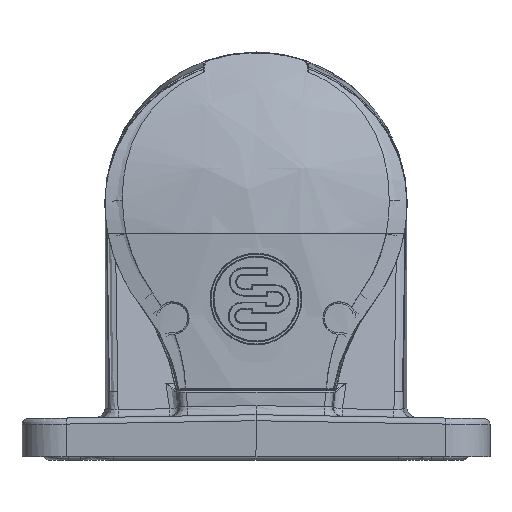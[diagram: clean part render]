
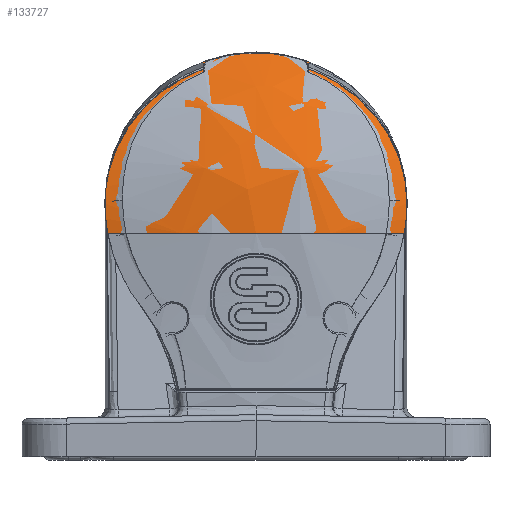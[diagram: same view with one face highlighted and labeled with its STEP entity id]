
A CAD part, front view. The second image highlights one B-rep face of the part: STEP entity #133727.
In plain terms, the highlighted free-form (B-spline) face has degree [3, 3] with [4, 4] control points.
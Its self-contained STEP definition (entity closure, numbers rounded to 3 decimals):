
#133487=CARTESIAN_POINT('',(10.,-106.,0.));
#133488=DIRECTION('',(1.,0.,0.));
#133489=DIRECTION('',(0.,0.969,-0.245));
#133490=AXIS2_PLACEMENT_3D('',#133487,#133488,#133489);
#133567=CARTESIAN_POINT('',(10.,87.885,-49.078));
#133568=CARTESIAN_POINT('',(8.908,87.833,
-49.281));
#133569=CARTESIAN_POINT('',(6.712,87.7,
-49.621));
#133570=CARTESIAN_POINT('',(3.369,87.405,
-49.93));
#133571=CARTESIAN_POINT('',(1.126,87.142,
-49.999));
#133572=CARTESIAN_POINT('',(0.,86.994,-50.));
#133577=CARTESIAN_POINT('',(0.,86.994,-50.));
#133578=CARTESIAN_POINT('',(-1.982,86.733,
-50.001));
#133579=CARTESIAN_POINT('',(-5.945,86.124,
-49.736));
#133580=CARTESIAN_POINT('',(-11.953,84.922,
-48.503));
#133581=CARTESIAN_POINT('',(-17.873,83.447,
-46.413));
#133582=CARTESIAN_POINT('',(-23.639,81.718,
-43.435));
#133583=CARTESIAN_POINT('',(-29.109,79.789,
-39.563));
#133584=CARTESIAN_POINT('',(-34.078,77.771,
-34.888));
#133585=CARTESIAN_POINT('',(-38.407,75.789,
-29.517));
#133586=CARTESIAN_POINT('',(-41.951,73.996,
-23.624));
#133587=CARTESIAN_POINT('',(-43.712,73.033,
-19.571));
#133588=CARTESIAN_POINT('',(-44.461,72.614,-17.5));
#133593=CARTESIAN_POINT('',(10.,11.,-17.5));
#133594=DIRECTION('',(0.,0.,1.));
#133595=DIRECTION('',(-0.662,0.749,0.));
#133596=AXIS2_PLACEMENT_3D('',#133593,#133594,#133595);
#133601=CARTESIAN_POINT('',(-46.837,70.429,-17.5));
#133602=CARTESIAN_POINT('',(-47.582,69.958,
-15.506));
#133603=CARTESIAN_POINT('',(-48.776,69.179,
-11.537));
#133604=CARTESIAN_POINT('',(-49.786,68.497,
-5.7));
#133605=CARTESIAN_POINT('',(-50.107,68.276,
0.003));
#133606=CARTESIAN_POINT('',(-49.786,68.497,
5.704));
#133607=CARTESIAN_POINT('',(-48.776,69.18,
11.539));
#133608=CARTESIAN_POINT('',(-47.582,69.959,
15.507));
#133609=CARTESIAN_POINT('',(-46.837,70.429,17.5));
#133614=CARTESIAN_POINT('',(10.,11.,17.5));
#133615=DIRECTION('',(0.,0.,-1.));
#133616=DIRECTION('',(-0.691,0.723,0.));
#133617=AXIS2_PLACEMENT_3D('',#133614,#133615,#133616);
#133622=CARTESIAN_POINT('',(-44.461,72.614,17.5));
#133623=CARTESIAN_POINT('',(-43.712,73.033,
19.571));
#133624=CARTESIAN_POINT('',(-41.951,73.996,
23.624));
#133625=CARTESIAN_POINT('',(-38.408,75.789,
29.515));
#133626=CARTESIAN_POINT('',(-34.076,77.772,
34.89));
#133627=CARTESIAN_POINT('',(-29.102,79.791,
39.568));
#133628=CARTESIAN_POINT('',(-23.636,81.719,
43.436));
#133629=CARTESIAN_POINT('',(-17.873,83.447,
46.414));
#133630=CARTESIAN_POINT('',(-11.952,84.922,
48.503));
#133631=CARTESIAN_POINT('',(-5.945,86.124,
49.736));
#133632=CARTESIAN_POINT('',(-1.982,86.733,
50.001));
#133633=CARTESIAN_POINT('',(0.,86.994,50.));
#133638=CARTESIAN_POINT('',(0.,86.994,50.));
#133639=CARTESIAN_POINT('',(1.126,87.142,
49.999));
#133640=CARTESIAN_POINT('',(3.369,87.405,
49.93));
#133641=CARTESIAN_POINT('',(6.712,87.7,
49.621));
#133642=CARTESIAN_POINT('',(8.908,87.833,
49.281));
#133643=CARTESIAN_POINT('',(10.,87.885,49.078));
#133654=VERTEX_POINT('',#133622);
#133655=VERTEX_POINT('',#133633);
#133656=VERTEX_POINT('',#133577);
#133657=VERTEX_POINT('',#133588);
#133658=CARTESIAN_POINT('',(-46.837,70.429,17.5));
#133659=VERTEX_POINT('',#133658);
#133660=CARTESIAN_POINT('',(-46.837,70.429,-17.5));
#133661=VERTEX_POINT('',#133660);
#133662=CARTESIAN_POINT('',(10.,87.885,-49.078));
#133663=CARTESIAN_POINT('',(10.,87.885,49.078));
#133664=VERTEX_POINT('',#133662);
#133665=VERTEX_POINT('',#133663);
#133693=CARTESIAN_POINT('',(11.23,87.124,
-51.955));
#133694=CARTESIAN_POINT('',(11.379,96.331,
-17.724));
#133695=CARTESIAN_POINT('',(11.379,96.331,
17.724));
#133696=CARTESIAN_POINT('',(11.23,87.124,
51.955));
#133697=CARTESIAN_POINT('',(-10.744,87.479,
-51.955));
#133698=CARTESIAN_POINT('',(-13.253,96.729,
-17.724));
#133699=CARTESIAN_POINT('',(-13.253,96.729,
17.724));
#133700=CARTESIAN_POINT('',(-10.744,87.479,
51.955));
#133701=CARTESIAN_POINT('',(-30.953,78.84,
-51.955));
#133702=CARTESIAN_POINT('',(-35.906,87.045,
-17.724));
#133703=CARTESIAN_POINT('',(-35.906,87.045,
17.724));
#133704=CARTESIAN_POINT('',(-30.953,78.84,
51.955));
#133705=CARTESIAN_POINT('',(-45.879,62.709,
-51.955));
#133706=CARTESIAN_POINT('',(-52.638,68.964,
-17.724));
#133707=CARTESIAN_POINT('',(-52.638,68.964,
17.724));
#133708=CARTESIAN_POINT('',(-45.879,62.709,
51.955));
#133709=(BOUNDED_SURFACE()B_SPLINE_SURFACE(3,3,((#133693,#133694,#133695,
#133696),(#133697,#133698,#133699,#133700),(#133701,#133702,#133703,#133704),(
#133705,#133706,#133707,#133708)),.UNSPECIFIED.,.F.,.F.,.F.)B_SPLINE_SURFACE_WITH_KNOTS((4,4),(4,4),(0.,1.),(0.,1.),.UNSPECIFIED.)GEOMETRIC_REPRESENTATION_ITEM()RATIONAL_B_SPLINE_SURFACE(((1.064,1.039,
1.039,1.064),(1.002,0.979,
0.979,1.002),(1.002,0.979,
0.979,1.002),(1.064,1.039,
1.039,1.064)))REPRESENTATION_ITEM('')SURFACE());
#133710=ORIENTED_EDGE('',*,*,#133671,.F.);
#133712=ORIENTED_EDGE('',*,*,#133711,.T.);
#133714=ORIENTED_EDGE('',*,*,#133713,.T.);
#133716=ORIENTED_EDGE('',*,*,#133715,.T.);
#133718=ORIENTED_EDGE('',*,*,#133717,.T.);
#133720=ORIENTED_EDGE('',*,*,#133719,.T.);
#133722=ORIENTED_EDGE('',*,*,#133721,.T.);
#133724=ORIENTED_EDGE('',*,*,#133723,.T.);
#133725=EDGE_LOOP('',(#133710,#133712,#133714,#133716,#133718,#133720,#133722,
#133724));
#133726=FACE_OUTER_BOUND('',#133725,.F.);
#133491=CIRCLE('',#133490,200.);
#133573=B_SPLINE_CURVE_WITH_KNOTS('',3,(#133567,#133568,#133569,#133570,#133571,
#133572),.UNSPECIFIED.,.F.,.F.,(4,1,1,4),(0.,0.333,
0.667,1.),.UNSPECIFIED.);
#133589=B_SPLINE_CURVE_WITH_KNOTS('',3,(#133577,#133578,#133579,#133580,#133581,
#133582,#133583,#133584,#133585,#133586,#133587,#133588),.UNSPECIFIED.,.F.,.F.,(
4,1,1,1,1,1,1,1,1,4),(0.,0.111,0.222,
0.333,0.444,0.556,0.667,
0.778,0.889,1.),.UNSPECIFIED.);
#133597=CIRCLE('',#133596,82.233);
#133610=B_SPLINE_CURVE_WITH_KNOTS('',3,(#133601,#133602,#133603,#133604,#133605,
#133606,#133607,#133608,#133609),.UNSPECIFIED.,.F.,.F.,(4,1,1,1,1,1,4),(0.,
0.167,0.333,0.5,0.667,0.833,
1.),.UNSPECIFIED.);
#133618=CIRCLE('',#133617,82.233);
#133634=B_SPLINE_CURVE_WITH_KNOTS('',3,(#133622,#133623,#133624,#133625,#133626,
#133627,#133628,#133629,#133630,#133631,#133632,#133633),.UNSPECIFIED.,.F.,.F.,(
4,1,1,1,1,1,1,1,1,4),(0.,0.111,0.222,
0.333,0.444,0.556,0.667,
0.778,0.889,1.),.UNSPECIFIED.);
#133644=B_SPLINE_CURVE_WITH_KNOTS('',3,(#133638,#133639,#133640,#133641,#133642,
#133643),.UNSPECIFIED.,.F.,.F.,(4,1,1,4),(0.,0.333,
0.667,1.),.UNSPECIFIED.);
#133671=EDGE_CURVE('',#133664,#133665,#133491,.T.);
#133711=EDGE_CURVE('',#133664,#133656,#133573,.T.);
#133713=EDGE_CURVE('',#133656,#133657,#133589,.T.);
#133715=EDGE_CURVE('',#133657,#133661,#133597,.T.);
#133717=EDGE_CURVE('',#133661,#133659,#133610,.T.);
#133719=EDGE_CURVE('',#133659,#133654,#133618,.T.);
#133721=EDGE_CURVE('',#133654,#133655,#133634,.T.);
#133723=EDGE_CURVE('',#133655,#133665,#133644,.T.);
#133727=ADVANCED_FACE('',(#133726),#133709,.F.);
